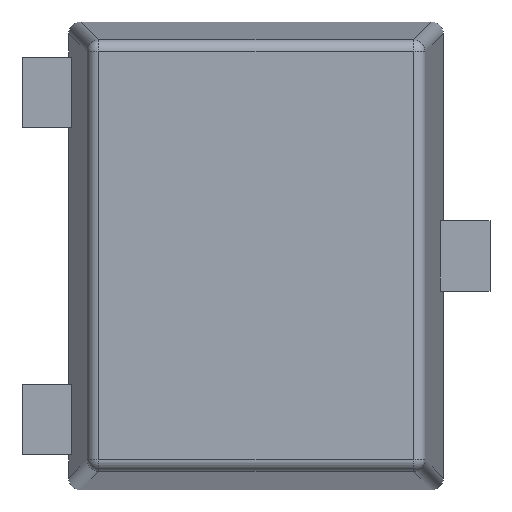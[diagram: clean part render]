
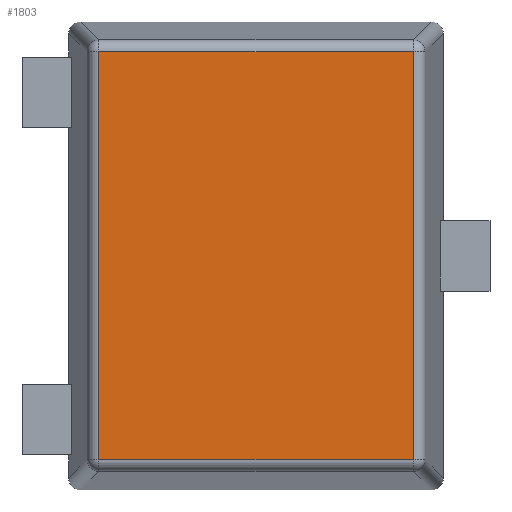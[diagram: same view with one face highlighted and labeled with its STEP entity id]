
A CAD part, top view. The second image highlights one B-rep face of the part: STEP entity #1803.
In plain terms, the highlighted face is planar.
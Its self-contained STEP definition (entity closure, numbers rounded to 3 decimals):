
#1260=DIRECTION('',(-1.,0.,0.));
#1261=VECTOR('',#1260,0.872);
#1262=CARTESIAN_POINT('',(0.436,0.47,-0.336));
#1263=LINE('',#1262,#1261);
#1267=DIRECTION('',(0.,0.,-1.));
#1268=VECTOR('',#1267,0.672);
#1269=CARTESIAN_POINT('',(0.436,0.47,0.336));
#1270=LINE('',#1269,#1268);
#1274=DIRECTION('',(1.,0.,0.));
#1275=VECTOR('',#1274,0.872);
#1276=CARTESIAN_POINT('',(-0.436,0.47,0.336));
#1277=LINE('',#1276,#1275);
#1281=DIRECTION('',(0.,0.,1.));
#1282=VECTOR('',#1281,0.672);
#1283=CARTESIAN_POINT('',(-0.436,0.47,-0.336));
#1284=LINE('',#1283,#1282);
#1407=CARTESIAN_POINT('',(0.436,0.47,-0.336));
#1408=CARTESIAN_POINT('',(-0.436,0.47,-0.336));
#1409=VERTEX_POINT('',#1407);
#1410=VERTEX_POINT('',#1408);
#1413=CARTESIAN_POINT('',(-0.436,0.47,0.336));
#1414=VERTEX_POINT('',#1413);
#1421=CARTESIAN_POINT('',(0.436,0.47,0.336));
#1422=VERTEX_POINT('',#1421);
#1789=CARTESIAN_POINT('',(0.,0.47,0.));
#1790=DIRECTION('',(0.,1.,0.));
#1791=DIRECTION('',(1.,0.,0.));
#1792=AXIS2_PLACEMENT_3D('',#1789,#1790,#1791);
#1793=PLANE('',#1792);
#1795=ORIENTED_EDGE('',*,*,#1794,.F.);
#1796=ORIENTED_EDGE('',*,*,#1782,.F.);
#1798=ORIENTED_EDGE('',*,*,#1797,.F.);
#1800=ORIENTED_EDGE('',*,*,#1799,.F.);
#1801=EDGE_LOOP('',(#1795,#1796,#1798,#1800));
#1802=FACE_OUTER_BOUND('',#1801,.F.);
#1782=EDGE_CURVE('',#1422,#1409,#1270,.T.);
#1794=EDGE_CURVE('',#1409,#1410,#1263,.T.);
#1797=EDGE_CURVE('',#1414,#1422,#1277,.T.);
#1799=EDGE_CURVE('',#1410,#1414,#1284,.T.);
#1803=ADVANCED_FACE('',(#1802),#1793,.T.);
